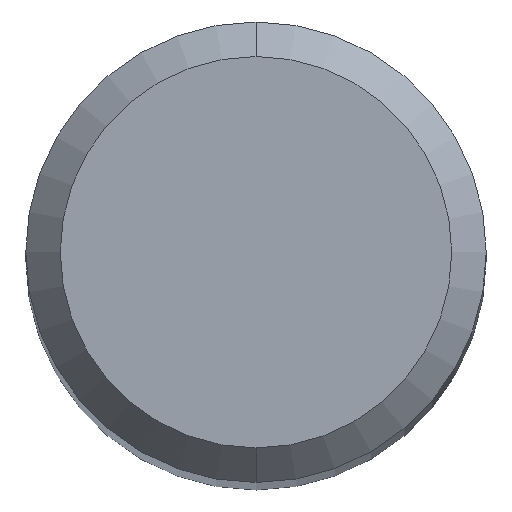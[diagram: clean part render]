
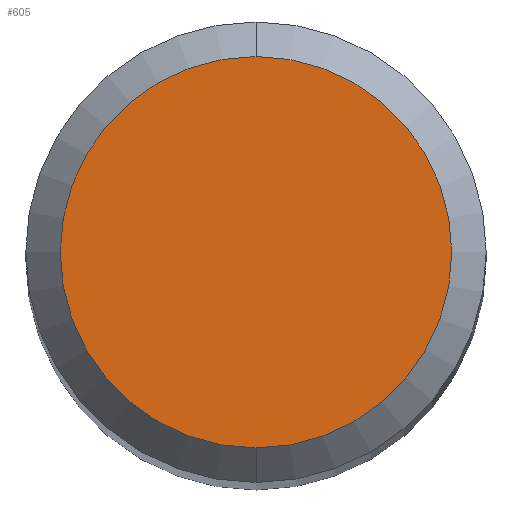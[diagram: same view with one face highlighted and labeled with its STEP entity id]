
A CAD part, top view. The second image highlights one B-rep face of the part: STEP entity #605.
In plain terms, the highlighted planar face has unit normal (0, 0, 1).
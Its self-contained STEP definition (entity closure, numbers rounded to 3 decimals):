
#539=VERTEX_POINT('',#1329);
#605=ADVANCED_FACE('',(#1400),#1401,.T.);
#639=EDGE_CURVE('',#681,#539,#1436,.T.);
#681=VERTEX_POINT('',#1480);
#1023=EDGE_CURVE('',#539,#681,#1854,.T.);
#1329=CARTESIAN_POINT('',(0.,-1.7,0.0));
#1400=FACE_OUTER_BOUND('',#2793,.T.);
#1401=PLANE('',#2794);
#1436=CIRCLE('',#2881,1.7);
#1480=CARTESIAN_POINT('',(0.0,1.7,0.0));
#1854=CIRCLE('',#4508,1.7);
#2793=EDGE_LOOP('',(#5337,#5338));
#2794=AXIS2_PLACEMENT_3D('',#5339,#5340,#5341);
#2881=AXIS2_PLACEMENT_3D('',#5374,#5375,#5376);
#4508=AXIS2_PLACEMENT_3D('',#5795,#5796,#5797);
#5337=ORIENTED_EDGE('',*,*,#639,.F.);
#5338=ORIENTED_EDGE('',*,*,#1023,.F.);
#5339=CARTESIAN_POINT('',(0.0,0.85,0.0));
#5340=DIRECTION('',(-0.0,0.0,1.0));
#5341=DIRECTION('',(0.0,-1.0,0.0));
#5374=CARTESIAN_POINT('',(0.0,0.0,0.0));
#5375=DIRECTION('',(0.0,0.0,-1.0));
#5376=DIRECTION('',(0.0,1.0,0.0));
#5795=CARTESIAN_POINT('',(0.0,0.0,0.0));
#5796=DIRECTION('',(0.0,0.0,-1.0));
#5797=DIRECTION('',(0.0,1.0,0.0));
